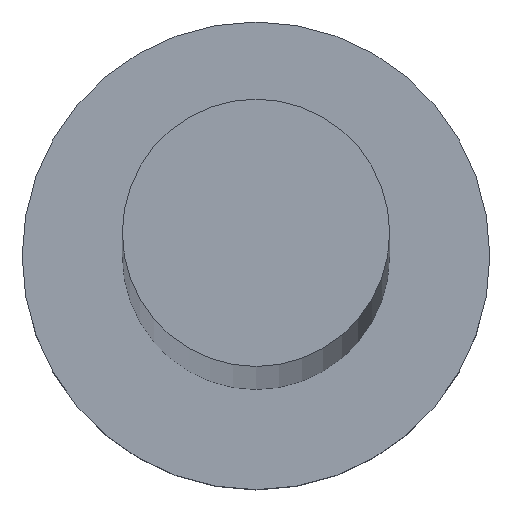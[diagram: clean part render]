
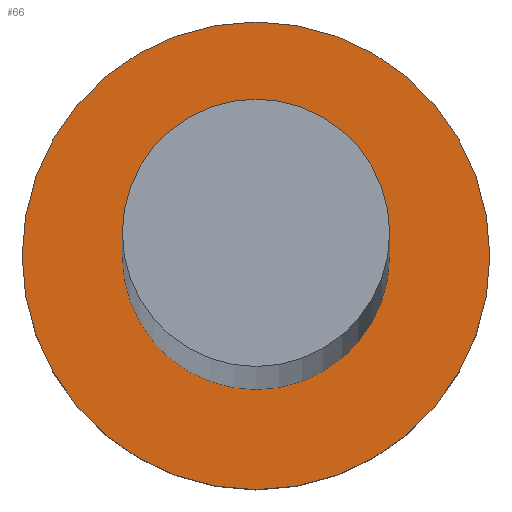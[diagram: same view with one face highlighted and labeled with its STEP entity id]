
A CAD part, top view. The second image highlights one B-rep face of the part: STEP entity #66.
In plain terms, the highlighted planar face has unit normal (0, 0, 1).
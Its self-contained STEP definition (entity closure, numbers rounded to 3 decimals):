
#2 = AXIS2_PLACEMENT_3D ( 'NONE', #251, #115, #41 ) ;
#10 = CARTESIAN_POINT ( 'NONE',  ( 0., 0., 5. ) ) ;
#24 = AXIS2_PLACEMENT_3D ( 'NONE', #102, #203, #144 ) ;
#26 = DIRECTION ( 'NONE',  ( 0., 0., 1. ) ) ;
#27 = CARTESIAN_POINT ( 'NONE',  ( -4., 0., 5. ) ) ;
#28 = ORIENTED_EDGE ( 'NONE', *, *, #190, .T. ) ;
#31 = DIRECTION ( 'NONE',  ( 0., 0., 1. ) ) ;
#32 = ORIENTED_EDGE ( 'NONE', *, *, #121, .T. ) ;
#36 = CARTESIAN_POINT ( 'NONE',  ( 0., 0., 5. ) ) ;
#41 = DIRECTION ( 'NONE',  ( 1., 0., 0. ) ) ;
#54 = CIRCLE ( 'NONE', #142, 7. ) ;
#66 = ADVANCED_FACE ( 'NONE', ( #141, #187 ), #188, .T. ) ;
#67 = CARTESIAN_POINT ( 'NONE',  ( -7., 0., 5. ) ) ;
#79 = ORIENTED_EDGE ( 'NONE', *, *, #83, .F. ) ;
#83 = EDGE_CURVE ( 'NONE', #124, #177, #213, .T. ) ;
#88 = CARTESIAN_POINT ( 'NONE',  ( 0., 0., 5. ) ) ;
#90 = EDGE_LOOP ( 'NONE', ( #79, #113 ) ) ;
#92 = AXIS2_PLACEMENT_3D ( 'NONE', #88, #26, #205 ) ;
#96 = VERTEX_POINT ( 'NONE', #104 ) ;
#102 = CARTESIAN_POINT ( 'NONE',  ( 0., 0., 5. ) ) ;
#104 = CARTESIAN_POINT ( 'NONE',  ( 7., 0., 5. ) ) ;
#113 = ORIENTED_EDGE ( 'NONE', *, *, #233, .F. ) ;
#115 = DIRECTION ( 'NONE',  ( 0., 0., 1. ) ) ;
#121 = EDGE_CURVE ( 'NONE', #128, #96, #231, .T. ) ;
#124 = VERTEX_POINT ( 'NONE', #27 ) ;
#128 = VERTEX_POINT ( 'NONE', #67 ) ;
#141 = FACE_BOUND ( 'NONE', #90, .T. ) ;
#142 = AXIS2_PLACEMENT_3D ( 'NONE', #36, #31, #212 ) ;
#144 = DIRECTION ( 'NONE',  ( 1., 0., 0. ) ) ;
#166 = EDGE_LOOP ( 'NONE', ( #32, #28 ) ) ;
#177 = VERTEX_POINT ( 'NONE', #211 ) ;
#180 = CIRCLE ( 'NONE', #2, 4. ) ;
#187 = FACE_OUTER_BOUND ( 'NONE', #166, .T. ) ;
#188 = PLANE ( 'NONE',  #24 ) ;
#190 = EDGE_CURVE ( 'NONE', #96, #128, #54, .T. ) ;
#202 = AXIS2_PLACEMENT_3D ( 'NONE', #10, #220, #222 ) ;
#203 = DIRECTION ( 'NONE',  ( 0., 0., 1. ) ) ;
#205 = DIRECTION ( 'NONE',  ( 1., 0., 0. ) ) ;
#211 = CARTESIAN_POINT ( 'NONE',  ( 4., 0., 5. ) ) ;
#212 = DIRECTION ( 'NONE',  ( 1., 0., 0. ) ) ;
#213 = CIRCLE ( 'NONE', #202, 4. ) ;
#220 = DIRECTION ( 'NONE',  ( 0., 0., 1. ) ) ;
#222 = DIRECTION ( 'NONE',  ( 1., 0., 0. ) ) ;
#231 = CIRCLE ( 'NONE', #92, 7. ) ;
#233 = EDGE_CURVE ( 'NONE', #177, #124, #180, .T. ) ;
#251 = CARTESIAN_POINT ( 'NONE',  ( 0., 0., 5. ) ) ;
